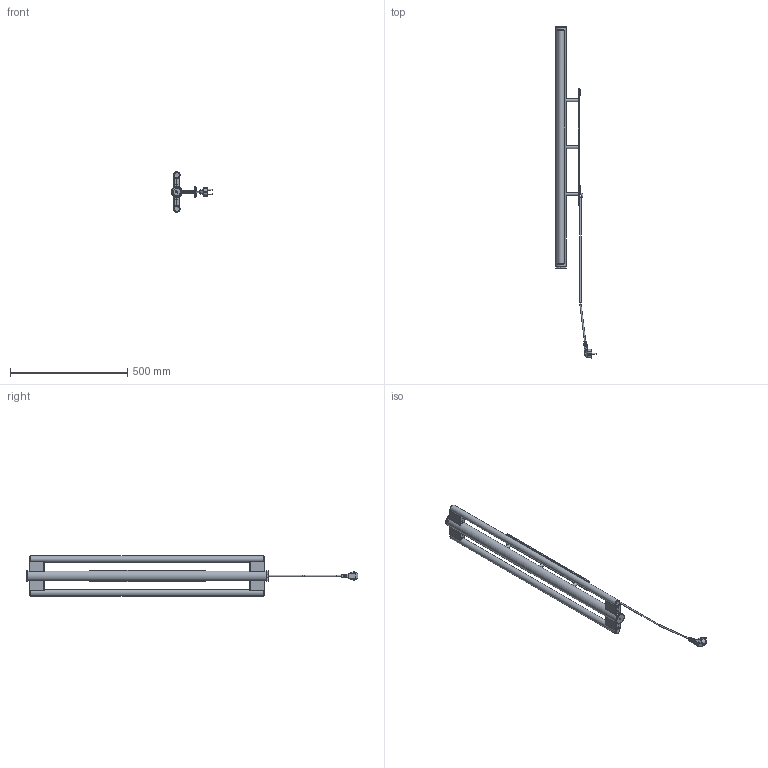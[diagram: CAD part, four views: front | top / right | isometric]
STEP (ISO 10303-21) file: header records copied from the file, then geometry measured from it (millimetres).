
FILE_DESCRIPTION (( 'STEP AP214' ), '1' );
FILE_NAME ('Eiffel_Wall_Double_1000_asm.STEP', '2024-09-20T11:53:09', ( '' ), ( '' ), 'SwSTEP 2.0', 'SolidWorks 2017', '' );
FILE_SCHEMA (( 'AUTOMOTIVE_DESIGN' ));
Length unit declared in the file: millimetre
Products named in the file (21): Eiffel_3_conductor_cord_v2; Eiffel_S14S_socket_v1.0; S14S_socket; Eiffel_brass_end_cap_v2.0_V2.0; eiffel_wall_pipe_tube_v1.0; Eiffel_3_conductor_cord_assembly; Eiffel_socket_holder_half_config_V2.1; Eiffel_wall_double_plate_Eiffel_Wall - Double 1000; Eiffel_wall_double_pipe_Eiffel_Wall - Double 1000; S14S_metal_Clip; eiffel_brass_knob; Eiffel_wall_double_hanging_hole_plate_Wall distance hanger-v1.0; Eiffel_3_conductor_cord_with_plug; Eiffel_dimmer_assembly_General; Eiffel_LED_tube_bulb_v1.0(config)_Eiffel_LED_tube_bulb_1000; Steab_5050; S14S_brass_clip; eiffel_brass_dimmer knob_V1.1; Eiffel_wall_double_frame_asm_Double 1000 V2.2; Eiffel_socket_holder_complete_config_V2.1; Eiffel_Wall_Double_1000_asm
Assembly tree (31 placements, depth 4):
  Eiffel_Wall_Double_1000_asm
    Eiffel_wall_double_frame_asm_Double 1000 V2.2
      Eiffel_wall_double_pipe_Eiffel_Wall - Double 1000
      Eiffel_wall_double_plate_Eiffel_Wall - Double 1000
      Eiffel_socket_holder_complete_config_V2.1  x4
        Eiffel_socket_holder_half_config_V2.1
      eiffel_wall_pipe_tube_v1.0  x3
      Eiffel_wall_double_hanging_hole_plate_Wall distance hanger-v1.0  x2
    Eiffel_LED_tube_bulb_v1.0(config)_Eiffel_LED_tube_bulb_1000  x2
    S14S_socket  x4
      Eiffel_S14S_socket_v1.0
      S14S_metal_Clip
      S14S_brass_clip
    eiffel_brass_knob
      Eiffel_brass_end_cap_v2.0_V2.0
    Eiffel_dimmer_assembly_General
      eiffel_brass_dimmer knob_V1.1
    Eiffel_3_conductor_cord_assembly
      Eiffel_3_conductor_cord_v2
      Steab_5050
    Eiffel_3_conductor_cord_with_plug
Bounding box: 174.62 x 1415.3 x 172.5 mm (x, y, z)
Volume: 1885413.1 mm3; surface area: 698931.9 mm2
Topology: 34 solids, 38 shells, 2369 faces, 6077 edges, 3832 vertices
Faces by surface type: plane 1307, cylinder 747, cone 217, bspline 54, torus 28, sphere 16
Full cylindrical faces by diameter (mm): 2 x5, 2.251 x8, 2.5 x4, 2.7 x5, 2.926 x8, 3 x1, 3.25 x8, 3.3 x14, 3.5 x4, 3.75 x8, 4.8 x2, 5.1 x8, 5.4 x4, 5.6 x1, 6 x8, 6.7 x2, 10 x3, 12 x3, 12.1 x6, 25 x1, 28.5 x2, 31 x2, 39 x2, 41 x1, 45 x1
Entity records: 68593 total; most frequent: CARTESIAN_POINT 25108, ORIENTED_EDGE 7980, DIRECTION 7218, EDGE_CURVE 3990, AXIS2_PLACEMENT_3D 2543, VERTEX_POINT 2541, VECTOR 2132, LINE 2132
